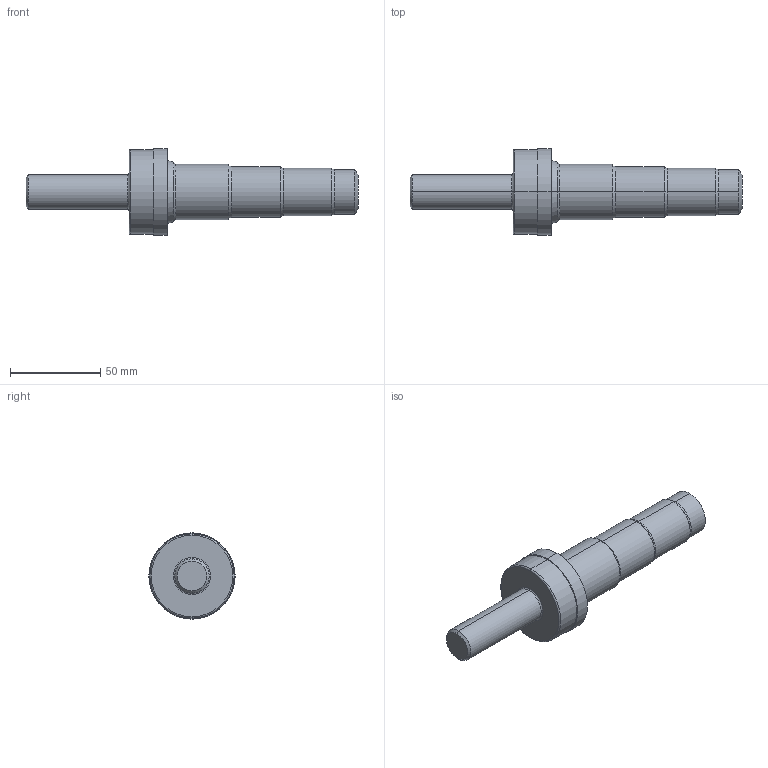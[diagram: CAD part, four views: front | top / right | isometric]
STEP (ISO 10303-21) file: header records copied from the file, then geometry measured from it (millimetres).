
FILE_DESCRIPTION (( 'STEP AP214' ), '1' );
FILE_NAME ('C16-4-ROUGH-X8.STEP', '2020-02-24T17:48:26', ( '' ), ( '' ), 'SwSTEP 2.0', 'SolidWorks 2018', '' );
FILE_SCHEMA (( 'AUTOMOTIVE_DESIGN' ));
Length unit declared in the file: inch
Products named in the file (1): C16-4-ROUGH-X8
Bounding box: 184.15 x 47.88 x 47.88 mm (x, y, z)
Volume: 119297.3 mm3; surface area: 19012.3 mm2
Topology: 1 solids, 1 shells, 42 faces, 82 edges, 48 vertices
Faces by surface type: cone 14, cylinder 14, plane 8, torus 6
Entity records: 1120 total; most frequent: DIRECTION 222, CARTESIAN_POINT 173, ORIENTED_EDGE 164, AXIS2_PLACEMENT_3D 97, EDGE_CURVE 82, CIRCLE 54, VERTEX_POINT 48, EDGE_LOOP 48
